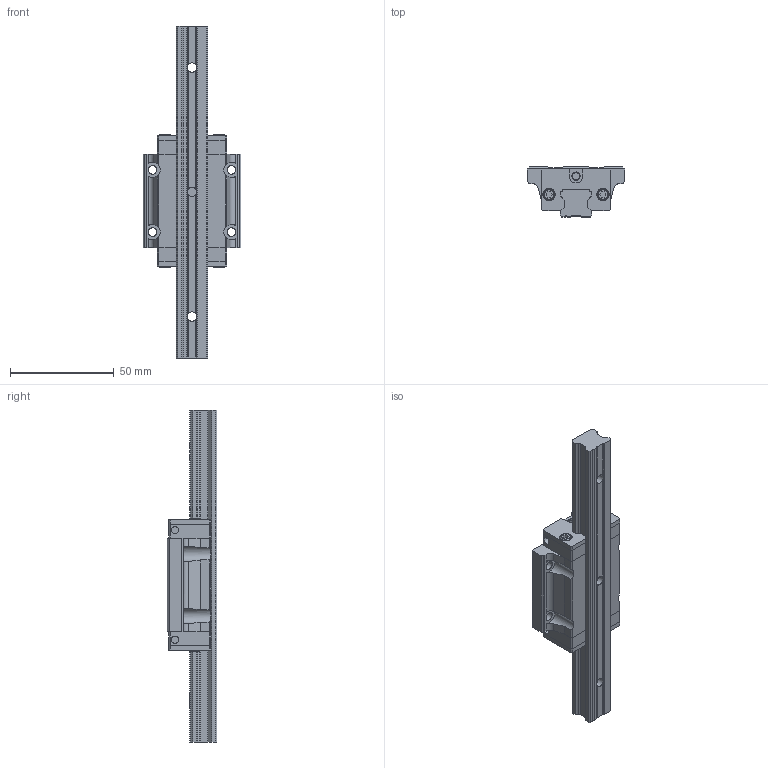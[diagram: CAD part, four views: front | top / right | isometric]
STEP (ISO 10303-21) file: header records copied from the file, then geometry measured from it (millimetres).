
FILE_DESCRIPTION (( 'STEP AP203' ), '1' );
FILE_NAME ('SBI 15 FL.STEP', '2015-01-08T05:34:26', ( 'john' ), ( '' ), 'SwSTEP 2.0', 'SolidWorks 2013', '' );
FILE_SCHEMA (( 'CONFIG_CONTROL_DESIGN' ));
Length unit declared in the file: millimetre
Products named in the file (5): DEFAULT-4; DEFAULT-2; SBI 15 FL; DEFAULT-3; DEFAULT-1
Assembly tree (6 placements, depth 2):
  SBI 15 FL
    DEFAULT-1
    DEFAULT-2
    DEFAULT-3  x2
    DEFAULT-4  x2
Bounding box: 47 x 24 x 160 mm (x, y, z)
Volume: 65079.3 mm3; surface area: 26543.8 mm2
Topology: 6 solids, 6 shells, 396 faces, 1071 edges, 712 vertices
Faces by surface type: plane 284, cylinder 87, bspline 13, cone 8, torus 4
Full cylindrical faces by diameter (mm): 2.5 x4, 3.4 x4, 3.5 x6, 4.1 x2, 4.134 x4, 4.5 x3, 5.5 x4, 6 x4, 7.5 x3
Entity records: 10471 total; most frequent: CARTESIAN_POINT 2552, ORIENTED_EDGE 1550, DIRECTION 1405, EDGE_CURVE 775, VECTOR 581, LINE 581, VERTEX_POINT 534, AXIS2_PLACEMENT_3D 412
